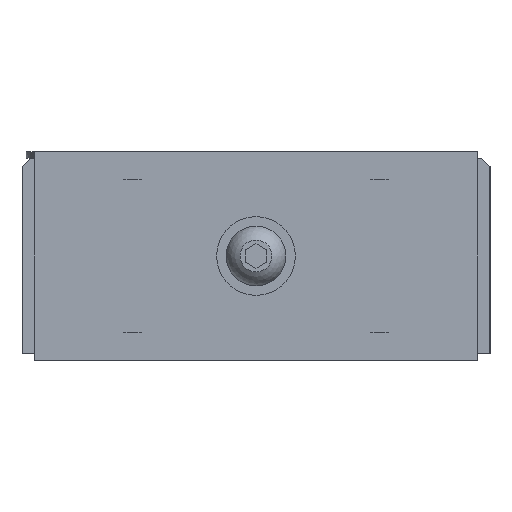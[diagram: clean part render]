
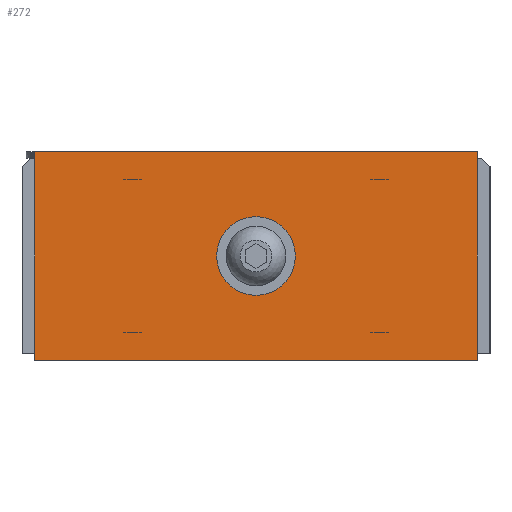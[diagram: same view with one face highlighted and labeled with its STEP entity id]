
A CAD part, left-side view. The second image highlights one B-rep face of the part: STEP entity #272.
In plain terms, the highlighted planar face has unit normal (-1, 0, 0).
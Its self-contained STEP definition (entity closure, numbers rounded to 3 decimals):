
#272 = ADVANCED_FACE( '', ( #739, #740 ), #741, .F. );
#739 = FACE_OUTER_BOUND( '', #1520, .T. );
#740 = FACE_BOUND( '', #1521, .T. );
#741 = PLANE( '', #1522 );
#1520 = EDGE_LOOP( '', ( #2344, #2345, #2346, #2347 ) );
#1521 = EDGE_LOOP( '', ( #2348 ) );
#1522 = AXIS2_PLACEMENT_3D( '', #2349, #2350, #2351 );
#2344 = ORIENTED_EDGE( '', *, *, #3915, .F. );
#2345 = ORIENTED_EDGE( '', *, *, #3916, .F. );
#2346 = ORIENTED_EDGE( '', *, *, #3917, .F. );
#2347 = ORIENTED_EDGE( '', *, *, #3918, .F. );
#2348 = ORIENTED_EDGE( '', *, *, #3919, .F. );
#2349 = CARTESIAN_POINT( '', ( -106., 52., 47.5 ) );
#2350 = DIRECTION( '', ( 1., 0., 0. ) );
#2351 = DIRECTION( '', ( 0., 0., 1. ) );
#3915 = EDGE_CURVE( '', #4569, #4570, #4571, .T. );
#3916 = EDGE_CURVE( '', #4572, #4569, #4573, .T. );
#3917 = EDGE_CURVE( '', #4574, #4572, #4575, .T. );
#3918 = EDGE_CURVE( '', #4570, #4574, #4576, .T. );
#3919 = EDGE_CURVE( '', #4577, #4577, #4578, .F. );
#4569 = VERTEX_POINT( '', #5578 );
#4570 = VERTEX_POINT( '', #5579 );
#4571 = LINE( '', #5580, #5581 );
#4572 = VERTEX_POINT( '', #5582 );
#4573 = LINE( '', #5583, #5584 );
#4574 = VERTEX_POINT( '', #5585 );
#4575 = LINE( '', #5586, #5587 );
#4576 = LINE( '', #5588, #5589 );
#4577 = VERTEX_POINT( '', #5590 );
#4578 = CIRCLE( '', #5591, 9.25 );
#5578 = CARTESIAN_POINT( '', ( -106., 52., -1.5 ) );
#5579 = CARTESIAN_POINT( '', ( -106., 52., 47.5 ) );
#5580 = CARTESIAN_POINT( '', ( -106., 52., -1.5 ) );
#5581 = VECTOR( '', #6789, 1000. );
#5582 = CARTESIAN_POINT( '', ( -106., -52., -1.5 ) );
#5583 = CARTESIAN_POINT( '', ( -106., -52., -1.5 ) );
#5584 = VECTOR( '', #6790, 1000. );
#5585 = CARTESIAN_POINT( '', ( -106., -52., 47.5 ) );
#5586 = CARTESIAN_POINT( '', ( -106., -52., 47.5 ) );
#5587 = VECTOR( '', #6791, 1000. );
#5588 = CARTESIAN_POINT( '', ( -106., 52., 47.5 ) );
#5589 = VECTOR( '', #6792, 1000. );
#5590 = CARTESIAN_POINT( '', ( -106., 0., 13.75 ) );
#5591 = AXIS2_PLACEMENT_3D( '', #6793, #6794, #6795 );
#6789 = DIRECTION( '', ( 0., 0., 1. ) );
#6790 = DIRECTION( '', ( 0., 1., 0. ) );
#6791 = DIRECTION( '', ( 0., 0., -1. ) );
#6792 = DIRECTION( '', ( 0., -1., 0. ) );
#6793 = CARTESIAN_POINT( '', ( -106., 0., 23. ) );
#6794 = DIRECTION( '', ( 1., 0., 0. ) );
#6795 = DIRECTION( '', ( 0., 0., -1. ) );
